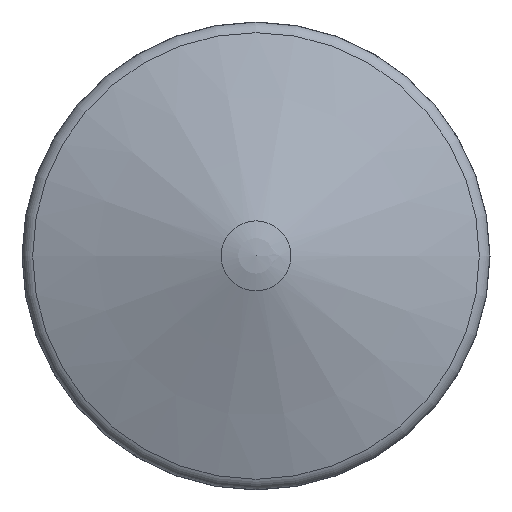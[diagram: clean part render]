
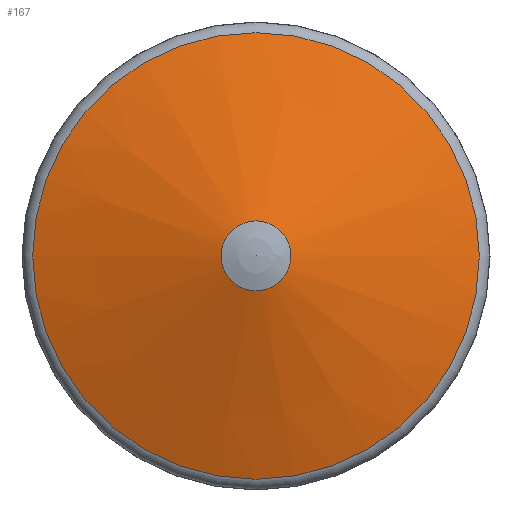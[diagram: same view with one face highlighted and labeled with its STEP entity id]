
A CAD part, top view. The second image highlights one B-rep face of the part: STEP entity #167.
In plain terms, the highlighted conical face has half-angle 71.469 degrees and reference radius 15 mm.
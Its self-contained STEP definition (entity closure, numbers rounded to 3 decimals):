
#28=CONICAL_SURFACE('',#206,15.,1.247);
#44=ORIENTED_EDGE('',*,*,#71,.T.);
#45=ORIENTED_EDGE('',*,*,#72,.F.);
#71=EDGE_CURVE('',#85,#85,#99,.T.);
#72=EDGE_CURVE('',#86,#86,#100,.T.);
#85=VERTEX_POINT('',#309);
#86=VERTEX_POINT('',#311);
#99=CIRCLE('',#207,14.204);
#100=CIRCLE('',#208,2.225);
#114=EDGE_LOOP('',(#44));
#115=EDGE_LOOP('',(#45));
#142=FACE_BOUND('',#114,.T.);
#143=FACE_BOUND('',#115,.T.);
#167=ADVANCED_FACE('',(#142,#143),#28,.T.);
#206=AXIS2_PLACEMENT_3D('',#307,#254,#255);
#207=AXIS2_PLACEMENT_3D('',#308,#256,#257);
#208=AXIS2_PLACEMENT_3D('',#310,#258,#259);
#254=DIRECTION('',(0.,0.,-1.));
#255=DIRECTION('',(-1.,0.,0.));
#256=DIRECTION('',(0.,0.,1.));
#257=DIRECTION('',(1.,0.,0.));
#258=DIRECTION('',(0.,0.,1.));
#259=DIRECTION('',(1.,0.,0.));
#307=CARTESIAN_POINT('',(0.,0.,60.355));
#308=CARTESIAN_POINT('',(0.,0.,60.622));
#309=CARTESIAN_POINT('',(14.204,0.,60.622));
#310=CARTESIAN_POINT('',(0.,0.,64.637));
#311=CARTESIAN_POINT('',(2.225,0.,64.637));
